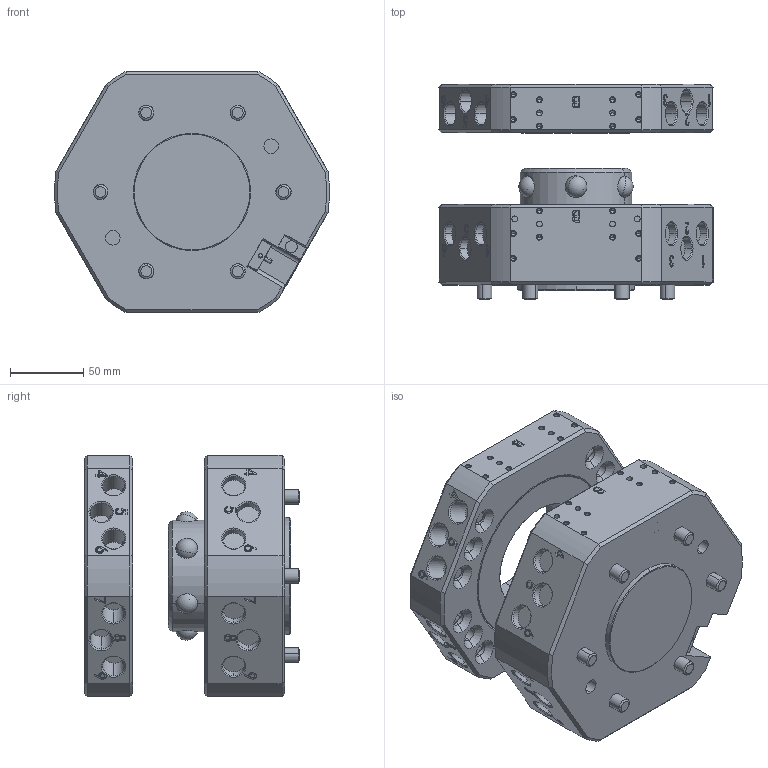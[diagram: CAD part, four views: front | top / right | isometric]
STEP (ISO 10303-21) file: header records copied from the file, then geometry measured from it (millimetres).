
FILE_DESCRIPTION (( 'STEP AP203' ), '1' );
FILE_NAME ('QTC150.STEP', '2025-08-18T01:02:21', ( 'USER-' ), ( 'Microsoft' ), 'SwSTEP 2.0', 'SolidWorks 2018', '' );
FILE_SCHEMA (( 'CONFIG_CONTROL_DESIGN' ));
Length unit declared in the file: millimetre
Products named in the file (17): QTC150-T-09 譫攫翋釱; 詩迖隅弇种; 内六角圆柱头螺钉[GBT70_1-2008][M3×12]; 4mm眻噤換覜ん-1; 内六角圆柱头螺钉[GBT70_1-2008][M6×40]; QTC150-M-04 詩紩坶遠;  QTC換覜ん揤輸; QTC150-M-02 活塞; QTC150-T-10 結遠; 内六角圆柱头螺钉[GBT70_1-2008][M12×20]; QTC150-M-05 詩紩; 内六角圆柱头螺钉[GBT70_1-2008][M10×55]; 16x8-R1.5; QTC150-M-03 鼠攫詩迖; QTC150-M-01 鼠攫翋釱; QTC150; 内六角圆柱头螺钉[GBT70_1-2008][M6×20]
Assembly tree (37 placements, depth 2):
  QTC150
    QTC150-M-01 鼠攫翋釱
    4mm眻噤換覜ん-1  x2
     QTC換覜ん揤輸  x2
    QTC150-M-02 活塞
    QTC150-M-03 鼠攫詩迖
    QTC150-M-04 詩紩坶遠
    QTC150-M-05 詩紩  x6
    QTC150-T-09 譫攫翋釱
    QTC150-T-10 結遠  x2
    内六角圆柱头螺钉[GBT70_1-2008][M6×20]  x6
    内六角圆柱头螺钉[GBT70_1-2008][M10×55]  x6
    詩迖隅弇种
    内六角圆柱头螺钉[GBT70_1-2008][M12×20]
    内六角圆柱头螺钉[GBT70_1-2008][M3×12]  x2
    内六角圆柱头螺钉[GBT70_1-2008][M6×40]  x2
    16x8-R1.5  x2
Bounding box: 187.77 x 147.03 x 165 mm (x, y, z)
Volume: 2015859.7 mm3; surface area: 302413.8 mm2
Topology: 37 solids, 37 shells, 2362 faces, 5889 edges, 3731 vertices
Faces by surface type: plane 986, cylinder 548, bspline 390, cone 322, torus 104, sphere 12
Entity records: 64438 total; most frequent: CARTESIAN_POINT 25280, ORIENTED_EDGE 7758, DIRECTION 7199, EDGE_CURVE 3879, AXIS2_PLACEMENT_3D 2524, VERTEX_POINT 2469, LINE 2151, VECTOR 2151
